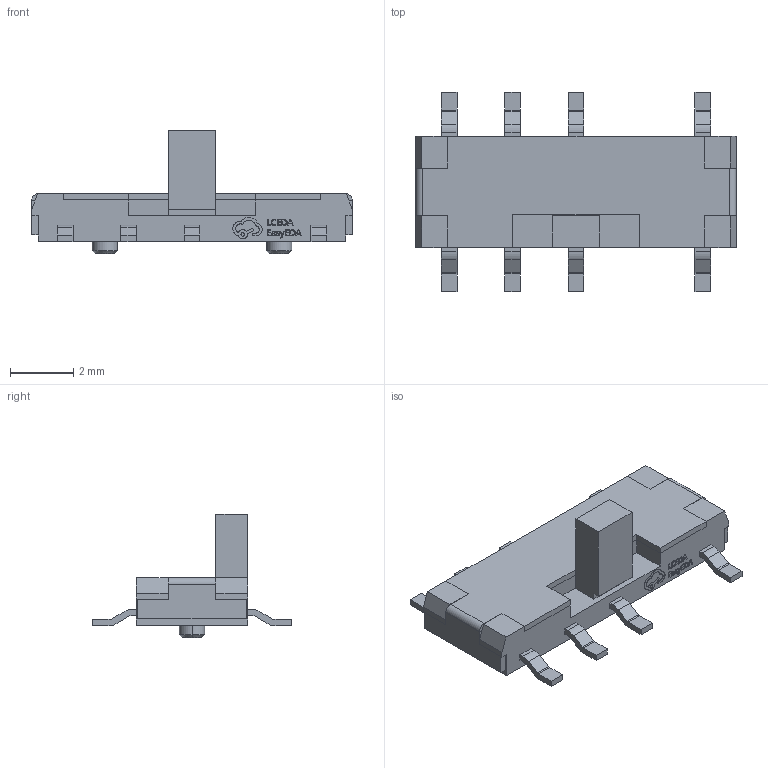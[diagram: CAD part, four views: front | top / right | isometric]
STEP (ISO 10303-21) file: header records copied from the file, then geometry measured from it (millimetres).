
FILE_DESCRIPTION (( 'STEP AP214' ), '1' );
FILE_NAME ('SW-SMD_G-SWITCH_MS-23C01-G020.STEP', '2023-01-08T14:57:27', ( '' ), ( '' ), 'SwSTEP 2.0', 'SolidWorks 2020', '' );
FILE_SCHEMA (( 'AUTOMOTIVE_DESIGN' ));
Length unit declared in the file: millimetre
Products named in the file (1): SW-SMD_G-SWITCH_MS-23C01-G020
Bounding box: 10.1 x 6.3 x 3.9 mm (x, y, z)
Volume: 55.2 mm3; surface area: 214 mm2
Topology: 2 solids, 2 shells, 421 faces, 1141 edges, 754 vertices
Faces by surface type: plane 279, bspline 98, cylinder 40, cone 4
Entity records: 18184 total; most frequent: CARTESIAN_POINT 3623, ORIENTED_EDGE 2282, DIRECTION 1673, EDGE_CURVE 1141, VECTOR 857, LINE 857, VERTEX_POINT 754, EDGE_LOOP 451
